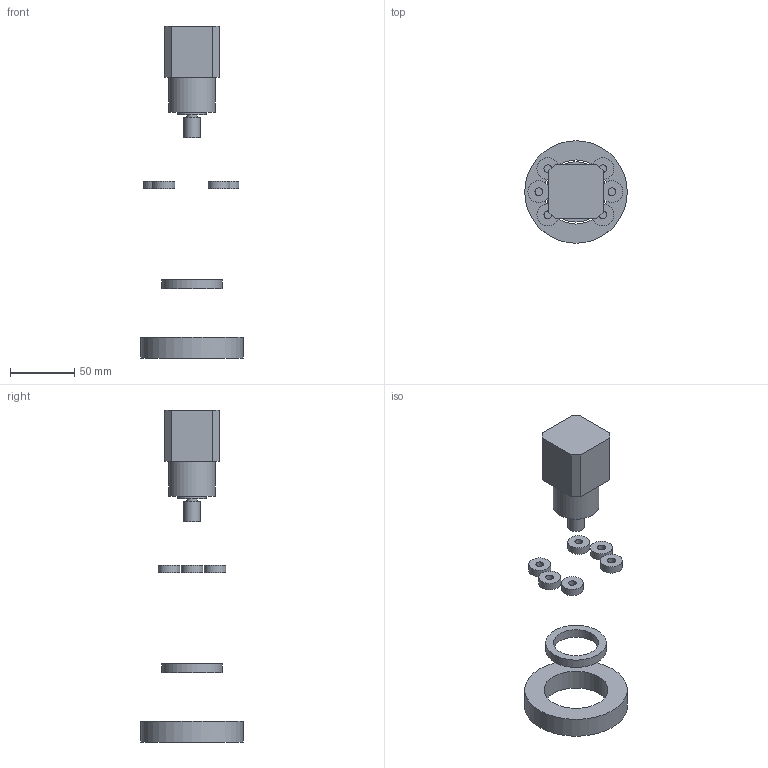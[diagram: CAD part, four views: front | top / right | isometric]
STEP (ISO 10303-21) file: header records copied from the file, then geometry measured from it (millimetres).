
FILE_DESCRIPTION(('FreeCAD Model'),'2;1');
FILE_NAME('Open CASCADE Shape Model','2022-03-05T18:07:58',('Author'),( ''),'Open CASCADE STEP processor 7.5','FreeCAD','Unknown');
FILE_SCHEMA(('AUTOMOTIVE_DESIGN { 1 0 10303 214 1 1 1 1 }'));
Length unit declared in the file: millimetre
Products named in the file (10): Unnamed; 6807ZZ; 6010 ZZ; 608ZZ001; 608ZZ002; 608ZZ003; 608ZZ004; 608ZZ005; 608ZZ006; NEMA17-PG5.18
Assembly tree (9 placements, depth 2):
  Unnamed
    6807ZZ
    6010 ZZ
    608ZZ001
    608ZZ002
    608ZZ003
    608ZZ004
    608ZZ005
    608ZZ006
    NEMA17-PG5.18
Bounding box: 80 x 80 x 259 mm (x, y, z)
Volume: 161657.8 mm3; surface area: 35118.5 mm2
Topology: 9 solids, 9 shells, 58 faces, 112 edges, 76 vertices
Faces by surface type: plane 30, cylinder 24, cone 4
Full cylindrical faces by diameter (mm): 2.459 x4, 6 x6, 8 x1, 12.732 x1, 17 x6, 22 x1, 35 x1, 36 x1, 47 x1, 50 x1, 80 x1
Entity records: 3383 total; most frequent: CARTESIAN_POINT 732, DIRECTION 496, ORIENTED_EDGE 216, PCURVE 216, DEFINITIONAL_REPRESENTATION 216, LINE 212, VECTOR 212, AXIS2_PLACEMENT_3D 124
